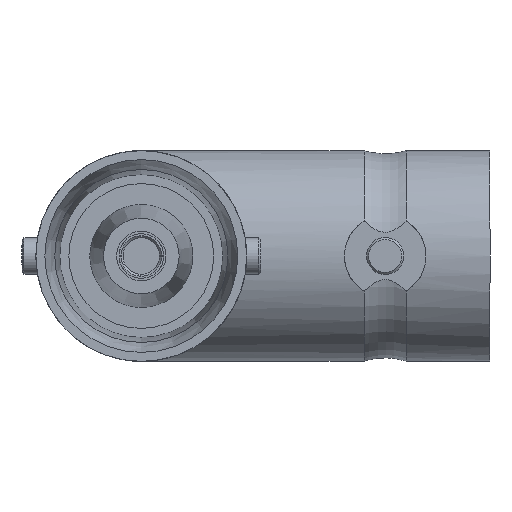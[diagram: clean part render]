
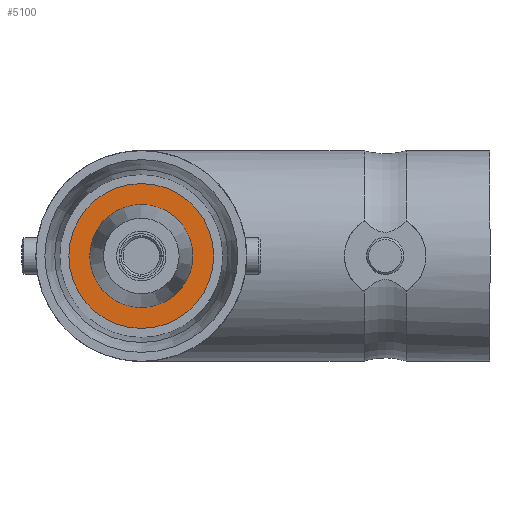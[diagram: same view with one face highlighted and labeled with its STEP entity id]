
A CAD part, left-side view. The second image highlights one B-rep face of the part: STEP entity #5100.
In plain terms, the highlighted planar face has unit normal (-1, 0, 0).
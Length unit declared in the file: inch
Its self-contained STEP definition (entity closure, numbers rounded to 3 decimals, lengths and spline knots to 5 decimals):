
#271 = EDGE_CURVE ( 'NONE', #3126, #3126, #2627, .T. ) ;
#525 = DIRECTION ( 'NONE',  ( 0., 0., 1. ) ) ;
#608 = PLANE ( 'NONE',  #2577 ) ;
#1174 = AXIS2_PLACEMENT_3D ( 'NONE', #1740, #4615, #525 ) ;
#1269 = VERTEX_POINT ( 'NONE', #4443 ) ;
#1380 = DIRECTION ( 'NONE',  ( 1., 0., 0. ) ) ;
#1463 = FACE_BOUND ( 'NONE', #3215, .T. ) ;
#1658 = AXIS2_PLACEMENT_3D ( 'NONE', #3966, #3130, #2319 ) ;
#1740 = CARTESIAN_POINT ( 'NONE',  ( 0.35371, 0., 0. ) ) ;
#1823 = FACE_OUTER_BOUND ( 'NONE', #2859, .T. ) ;
#2152 = ORIENTED_EDGE ( 'NONE', *, *, #3083, .F. ) ;
#2271 = CARTESIAN_POINT ( 'NONE',  ( 0.35371, 0.18209, 0. ) ) ;
#2319 = DIRECTION ( 'NONE',  ( 0., 0., 1. ) ) ;
#2565 = ORIENTED_EDGE ( 'NONE', *, *, #271, .T. ) ;
#2577 = AXIS2_PLACEMENT_3D ( 'NONE', #2271, #1380, #2581 ) ;
#2581 = DIRECTION ( 'NONE',  ( 0., 1., 0. ) ) ;
#2627 = CIRCLE ( 'NONE', #1174, 0.18209 ) ;
#2859 = EDGE_LOOP ( 'NONE', ( #2565 ) ) ;
#3083 = EDGE_CURVE ( 'NONE', #1269, #1269, #4639, .T. ) ;
#3126 = VERTEX_POINT ( 'NONE', #5180 ) ;
#3130 = DIRECTION ( 'NONE',  ( -1., 0., 0. ) ) ;
#3215 = EDGE_LOOP ( 'NONE', ( #2152 ) ) ;
#3966 = CARTESIAN_POINT ( 'NONE',  ( 0.35371, 0., 0. ) ) ;
#4443 = CARTESIAN_POINT ( 'NONE',  ( 0.35371, 0., 0.12954 ) ) ;
#4615 = DIRECTION ( 'NONE',  ( -1., 0., 0. ) ) ;
#4639 = CIRCLE ( 'NONE', #1658, 0.12954 ) ;
#5100 = ADVANCED_FACE ( 'NONE', ( #1463, #1823 ), #608, .F. ) ;
#5180 = CARTESIAN_POINT ( 'NONE',  ( 0.35371, 0., 0.18209 ) ) ;
